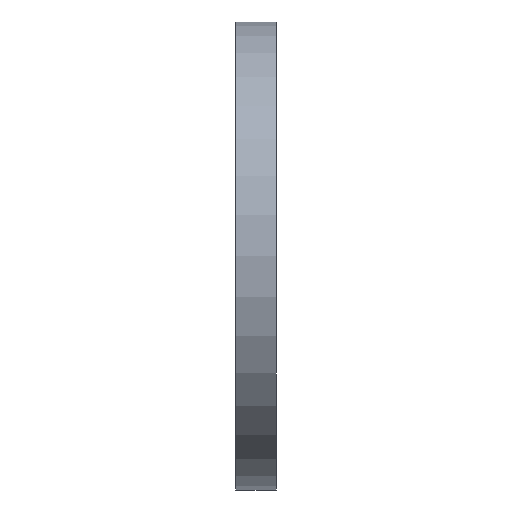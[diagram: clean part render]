
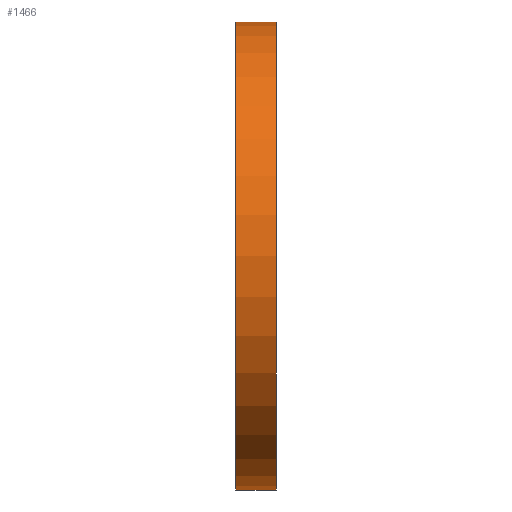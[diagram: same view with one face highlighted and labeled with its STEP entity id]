
A CAD part, front view. The second image highlights one B-rep face of the part: STEP entity #1466.
In plain terms, the highlighted cylindrical face has radius 146.05 mm (diameter 292.1 mm), a partial arc.
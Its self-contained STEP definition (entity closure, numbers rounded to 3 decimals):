
#455=CARTESIAN_POINT('POINT47',(135.636,177.8,342.9));
#456=VERTEX_POINT('VERTEX47',#455);
#457=CARTESIAN_POINT('POINT48',(135.636,177.8,50.8));
#458=VERTEX_POINT('VERTEX48',#457);
#459=CARTESIAN_POINT('POS52',(135.636,177.8,196.85));
#460=DIRECTION('DIR95',(1.,0.,0.));
#461=DIRECTION('DIR96',(0.,0.,1.));
#462=AXIS2_PLACEMENT_3D('AXIS44',#459,#460,#461);
#463=CIRCLE('ELLIPSE39',#462,146.05);
#464=EDGE_CURVE('EDGE47',#456,#458,#463,.T.);
#1417=CARTESIAN_POINT('POINT89',(110.236,177.8,342.9));
#1418=VERTEX_POINT('VERTEX89',#1417);
#1419=CARTESIAN_POINT('POS167',(110.236,177.8,342.9));
#1420=DIRECTION('DIR277',(1.,0.,0.));
#1421=VECTOR('VEC57',#1420,25.4);
#1422=LINE('STRAIGHT57',#1419,#1421);
#1423=EDGE_CURVE('EDGE129',#1418,#456,#1422,.T.);
#1426=CARTESIAN_POINT('POINT90',(110.236,177.8,50.8));
#1427=VERTEX_POINT('VERTEX90',#1426);
#1428=CARTESIAN_POINT('POS168',(110.236,177.8,50.8));
#1429=DIRECTION('DIR278',(1.,0.,0.));
#1430=VECTOR('VEC58',#1429,25.4);
#1431=LINE('STRAIGHT58',#1428,#1430);
#1432=EDGE_CURVE('EDGE130',#1427,#458,#1431,.T.);
#1449=ORIENTED_EDGE('COEDGE217',*,*,#1432,.T.);
#1450=ORIENTED_EDGE('COEDGE218',*,*,#464,.F.);
#1451=ORIENTED_EDGE('COEDGE219',*,*,#1423,.F.);
#1452=CARTESIAN_POINT('POS171',(110.236,177.8,196.85));
#1453=DIRECTION('DIR283',(1.,0.,0.));
#1454=DIRECTION('DIR284',(0.,0.,1.));
#1455=AXIS2_PLACEMENT_3D('AXIS113',#1452,#1453,#1454);
#1456=CIRCLE('ELLIPSE74',#1455,146.05);
#1457=EDGE_CURVE('EDGE132',#1418,#1427,#1456,.T.);
#1458=ORIENTED_EDGE('COEDGE220',*,*,#1457,.T.);
#1459=EDGE_LOOP('NONE',(#1449,#1450,#1451,#1458));
#1460=FACE_BOUND('LOOP1',#1459,.T.);
#1461=CARTESIAN_POINT('POS172',(110.236,177.8,196.85));
#1462=DIRECTION('DIR285',(1.,0.,0.));
#1463=DIRECTION('DIR286',(0.,0.,-1.));
#1464=AXIS2_PLACEMENT_3D('AXIS114',#1461,#1462,#1463);
#1465=CYLINDRICAL_SURFACE('CONE_SURF26',#1464,146.05);
#1466=ADVANCED_FACE('FACE40',(#1460),#1465,.T.);
